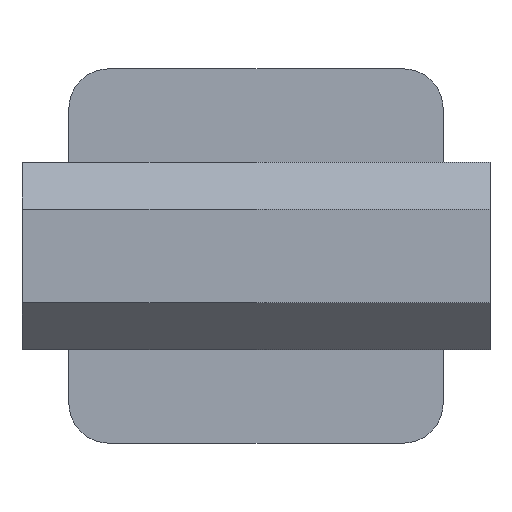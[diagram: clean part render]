
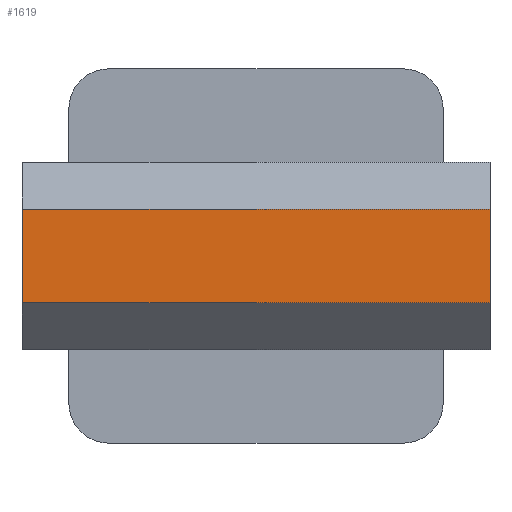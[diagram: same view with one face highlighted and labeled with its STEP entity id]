
A CAD part, front view. The second image highlights one B-rep face of the part: STEP entity #1619.
In plain terms, the highlighted planar face has unit normal (0, -1, 0).
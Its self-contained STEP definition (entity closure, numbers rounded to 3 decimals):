
#101 = CARTESIAN_POINT ( 'NONE',  ( -35., -44.1, 7. ) ) ;
#131 = CARTESIAN_POINT ( 'NONE',  ( 35., -44.1, -7. ) ) ;
#270 = DIRECTION ( 'NONE',  ( -1., 0., 0. ) ) ;
#277 = LINE ( 'NONE', #1279, #589 ) ;
#292 = CARTESIAN_POINT ( 'NONE',  ( 35., -44.1, -7. ) ) ;
#334 = CARTESIAN_POINT ( 'NONE',  ( -35., -44.1, -7. ) ) ;
#362 = EDGE_CURVE ( 'NONE', #1087, #1545, #1304, .T. ) ;
#462 = VECTOR ( 'NONE', #270, 1000. ) ;
#551 = DIRECTION ( 'NONE',  ( -1., 0., 0. ) ) ;
#589 = VECTOR ( 'NONE', #551, 1000. ) ;
#688 = EDGE_CURVE ( 'NONE', #733, #699, #277, .T. ) ;
#699 = VERTEX_POINT ( 'NONE', #334 ) ;
#733 = VERTEX_POINT ( 'NONE', #1652 ) ;
#745 = CARTESIAN_POINT ( 'NONE',  ( 35., -44.1, 7. ) ) ;
#790 = ORIENTED_EDGE ( 'NONE', *, *, #688, .F. ) ;
#833 = EDGE_CURVE ( 'NONE', #1545, #699, #1773, .T. ) ;
#1027 = AXIS2_PLACEMENT_3D ( 'NONE', #131, #1154, #1447 ) ;
#1041 = DIRECTION ( 'NONE',  ( 0., 0., -1. ) ) ;
#1077 = CARTESIAN_POINT ( 'NONE',  ( -35., -44.1, -7. ) ) ;
#1087 = VERTEX_POINT ( 'NONE', #1193 ) ;
#1135 = PLANE ( 'NONE',  #1027 ) ;
#1154 = DIRECTION ( 'NONE',  ( 0., 1., 0. ) ) ;
#1193 = CARTESIAN_POINT ( 'NONE',  ( 35., -44.1, 7. ) ) ;
#1279 = CARTESIAN_POINT ( 'NONE',  ( 35., -44.1, -7. ) ) ;
#1304 = LINE ( 'NONE', #745, #462 ) ;
#1317 = DIRECTION ( 'NONE',  ( 0., 0., -1. ) ) ;
#1428 = EDGE_CURVE ( 'NONE', #1087, #733, #1584, .T. ) ;
#1430 = VECTOR ( 'NONE', #1041, 1000. ) ;
#1447 = DIRECTION ( 'NONE',  ( 0., 0., 1. ) ) ;
#1526 = ORIENTED_EDGE ( 'NONE', *, *, #362, .T. ) ;
#1545 = VERTEX_POINT ( 'NONE', #101 ) ;
#1562 = ORIENTED_EDGE ( 'NONE', *, *, #1428, .F. ) ;
#1584 = LINE ( 'NONE', #292, #1804 ) ;
#1587 = FACE_OUTER_BOUND ( 'NONE', #1826, .T. ) ;
#1619 = ADVANCED_FACE ( 'NONE', ( #1587 ), #1135, .F. ) ;
#1652 = CARTESIAN_POINT ( 'NONE',  ( 35., -44.1, -7. ) ) ;
#1745 = ORIENTED_EDGE ( 'NONE', *, *, #833, .T. ) ;
#1773 = LINE ( 'NONE', #1077, #1430 ) ;
#1804 = VECTOR ( 'NONE', #1317, 1000. ) ;
#1826 = EDGE_LOOP ( 'NONE', ( #1526, #1745, #790, #1562 ) ) ;
